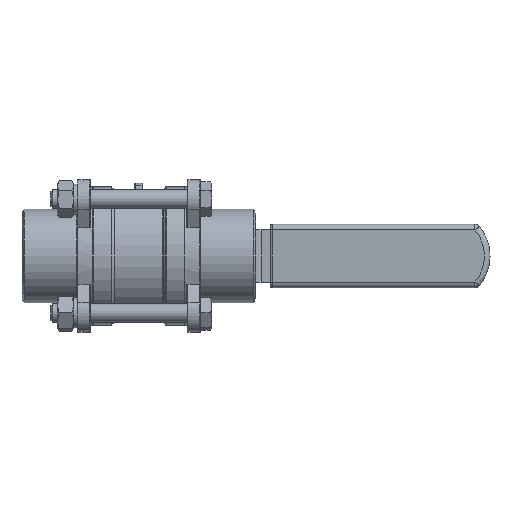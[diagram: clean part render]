
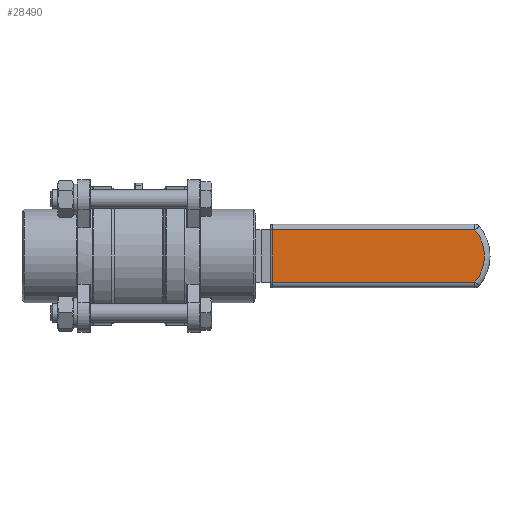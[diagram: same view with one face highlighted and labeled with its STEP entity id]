
A CAD part, front view. The second image highlights one B-rep face of the part: STEP entity #28490.
In plain terms, the highlighted planar face has unit normal (0, -1, 0).
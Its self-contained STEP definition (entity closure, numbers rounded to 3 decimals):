
#2324 = LINE ( 'NONE', #3125, #4023 ) ;
#3073 = LINE ( 'NONE', #62207, #61532 ) ;
#3125 = CARTESIAN_POINT ( 'NONE',  ( 71.485, 108., 17. ) ) ;
#4023 = VECTOR ( 'NONE', #19683, 1000. ) ;
#5301 = AXIS2_PLACEMENT_3D ( 'NONE', #32021, #20494, #52936 ) ;
#8689 = LINE ( 'NONE', #18353, #18833 ) ;
#9752 = CARTESIAN_POINT ( 'NONE',  ( 162.999, 108., 0. ) ) ;
#12169 = CARTESIAN_POINT ( 'NONE',  ( 179.97, 108., 14. ) ) ;
#13379 = EDGE_CURVE ( 'NONE', #28541, #55366, #3073, .T. ) ;
#14248 = DIRECTION ( 'NONE',  ( 0., -1., 0. ) ) ;
#15573 = EDGE_CURVE ( 'NONE', #39949, #69201, #8689, .T. ) ;
#16016 = CARTESIAN_POINT ( 'NONE',  ( 71.485, 108., 14. ) ) ;
#18353 = CARTESIAN_POINT ( 'NONE',  ( 188., 108., 14. ) ) ;
#18833 = VECTOR ( 'NONE', #30121, 1000. ) ;
#19683 = DIRECTION ( 'NONE',  ( 0., 0., -1. ) ) ;
#20494 = DIRECTION ( 'NONE',  ( 0., 1., 0. ) ) ;
#28490 = ADVANCED_FACE ( 'NONE', ( #65295 ), #59073, .F. ) ;
#28541 = VERTEX_POINT ( 'NONE', #49629 ) ;
#30121 = DIRECTION ( 'NONE',  ( -1., 0., 0. ) ) ;
#31448 = ORIENTED_EDGE ( 'NONE', *, *, #34855, .T. ) ;
#31568 = ORIENTED_EDGE ( 'NONE', *, *, #15573, .T. ) ;
#32021 = CARTESIAN_POINT ( 'NONE',  ( 188., 108., 17. ) ) ;
#34855 = EDGE_CURVE ( 'NONE', #69201, #28541, #2324, .T. ) ;
#36837 = EDGE_CURVE ( 'NONE', #55366, #39949, #46931, .T. ) ;
#39949 = VERTEX_POINT ( 'NONE', #12169 ) ;
#41369 = DIRECTION ( 'NONE',  ( -1., 0., 0. ) ) ;
#46931 = CIRCLE ( 'NONE', #66403, 22. ) ;
#49285 = EDGE_LOOP ( 'NONE', ( #31448, #67914, #66715, #31568 ) ) ;
#49629 = CARTESIAN_POINT ( 'NONE',  ( 71.485, 108., -14. ) ) ;
#52936 = DIRECTION ( 'NONE',  ( -1., 0., 0. ) ) ;
#55366 = VERTEX_POINT ( 'NONE', #58064 ) ;
#58064 = CARTESIAN_POINT ( 'NONE',  ( 179.97, 108., -14. ) ) ;
#59073 = PLANE ( 'NONE',  #5301 ) ;
#61532 = VECTOR ( 'NONE', #67897, 1000. ) ;
#62207 = CARTESIAN_POINT ( 'NONE',  ( 181.329, 108., -14. ) ) ;
#65295 = FACE_OUTER_BOUND ( 'NONE', #49285, .T. ) ;
#66403 = AXIS2_PLACEMENT_3D ( 'NONE', #9752, #14248, #41369 ) ;
#66715 = ORIENTED_EDGE ( 'NONE', *, *, #36837, .T. ) ;
#67897 = DIRECTION ( 'NONE',  ( 1., 0., 0. ) ) ;
#67914 = ORIENTED_EDGE ( 'NONE', *, *, #13379, .T. ) ;
#69201 = VERTEX_POINT ( 'NONE', #16016 ) ;
